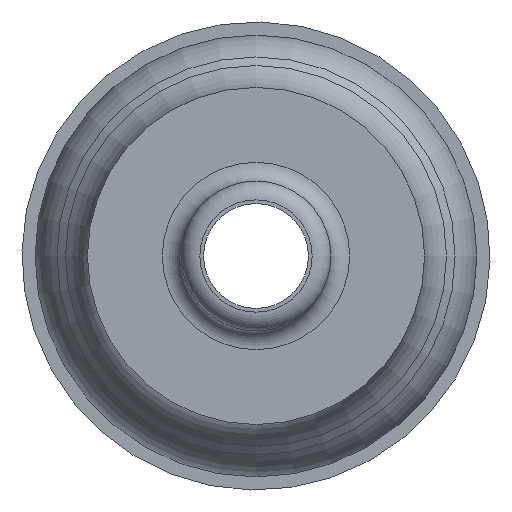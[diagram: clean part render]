
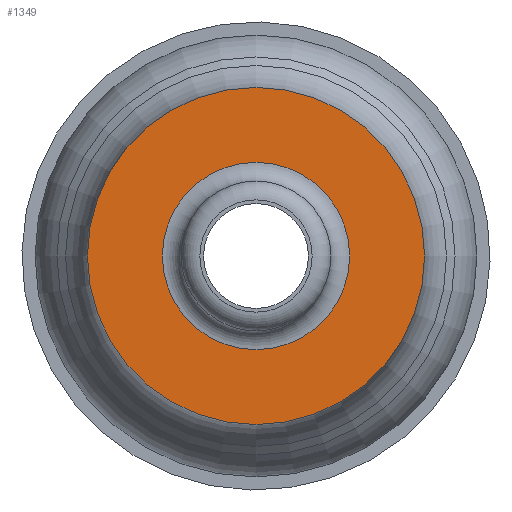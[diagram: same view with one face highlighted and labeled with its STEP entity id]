
A CAD part, left-side view. The second image highlights one B-rep face of the part: STEP entity #1349.
In plain terms, the highlighted planar face has unit normal (-1, 0, 0).
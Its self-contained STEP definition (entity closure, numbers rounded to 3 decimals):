
#150 = VERTEX_POINT ( 'NONE', #1108 ) ;
#300 = VERTEX_POINT ( 'NONE', #1121 ) ;
#391 = FACE_BOUND ( 'NONE', #2383, .T. ) ;
#394 = FACE_OUTER_BOUND ( 'NONE', #2369, .T. ) ;
#511 = EDGE_CURVE ( 'NONE', #300, #300, #3706, .T. ) ;
#514 = DIRECTION ( 'NONE',  ( 0., 0., -1. ) ) ;
#539 = CARTESIAN_POINT ( 'NONE',  ( 17., 4.5, 0. ) ) ;
#580 = DIRECTION ( 'NONE',  ( 1., 0., 0. ) ) ;
#626 = AXIS2_PLACEMENT_3D ( 'NONE', #3015, #3453, #3009 ) ;
#631 = PLANE ( 'NONE',  #3556 ) ;
#660 = EDGE_CURVE ( 'NONE', #150, #150, #3478, .T. ) ;
#666 = AXIS2_PLACEMENT_3D ( 'NONE', #756, #1010, #801 ) ;
#756 = CARTESIAN_POINT ( 'NONE',  ( 17., 0., 0. ) ) ;
#801 = DIRECTION ( 'NONE',  ( 0., 0., 1. ) ) ;
#1010 = DIRECTION ( 'NONE',  ( -1., 0., 0. ) ) ;
#1108 = CARTESIAN_POINT ( 'NONE',  ( 17., 0., 2.5 ) ) ;
#1121 = CARTESIAN_POINT ( 'NONE',  ( 17., 0., 4.5 ) ) ;
#1349 = ADVANCED_FACE ( 'NONE', ( #391, #394 ), #631, .F. ) ;
#2369 = EDGE_LOOP ( 'NONE', ( #2652 ) ) ;
#2383 = EDGE_LOOP ( 'NONE', ( #2696 ) ) ;
#2652 = ORIENTED_EDGE ( 'NONE', *, *, #511, .T. ) ;
#2696 = ORIENTED_EDGE ( 'NONE', *, *, #660, .F. ) ;
#3009 = DIRECTION ( 'NONE',  ( 0., 0., 1. ) ) ;
#3015 = CARTESIAN_POINT ( 'NONE',  ( 17., 0., 0. ) ) ;
#3453 = DIRECTION ( 'NONE',  ( -1., 0., 0. ) ) ;
#3478 = CIRCLE ( 'NONE', #666, 2.5 ) ;
#3556 = AXIS2_PLACEMENT_3D ( 'NONE', #539, #580, #514 ) ;
#3706 = CIRCLE ( 'NONE', #626, 4.5 ) ;
